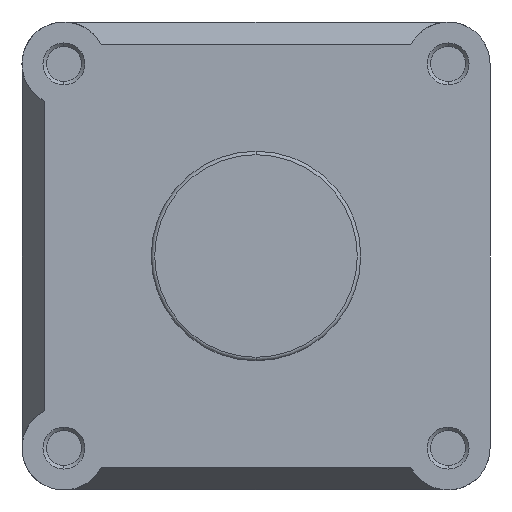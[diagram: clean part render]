
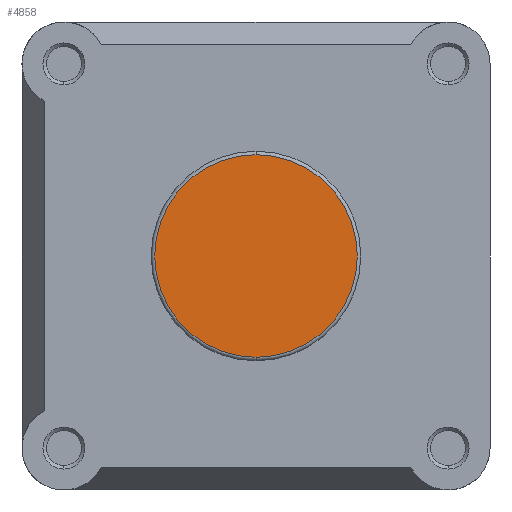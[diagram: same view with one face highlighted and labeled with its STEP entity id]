
A CAD part, left-side view. The second image highlights one B-rep face of the part: STEP entity #4858.
In plain terms, the highlighted planar face has unit normal (-1, 0, 0).
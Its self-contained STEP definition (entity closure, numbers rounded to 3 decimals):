
#652 = ORIENTED_EDGE ( 'NONE', *, *, #8003, .T. ) ;
#653 = ORIENTED_EDGE ( 'NONE', *, *, #7875, .T. ) ;
#918 = VERTEX_POINT ( 'NONE', #5223 ) ;
#924 = VERTEX_POINT ( 'NONE', #5229 ) ;
#1517 = CIRCLE ( 'NONE', #3445, 29. ) ;
#1703 = CIRCLE ( 'NONE', #3505, 29. ) ;
#2139 = CARTESIAN_POINT ( 'NONE',  ( 0., 0., 0. ) ) ;
#2140 = DIRECTION ( 'NONE',  ( -1., 0., 0. ) ) ;
#2141 = DIRECTION ( 'NONE',  ( 0., 0., -1. ) ) ;
#2755 = EDGE_LOOP ( 'NONE', ( #653, #652 ) ) ;
#3326 = AXIS2_PLACEMENT_3D ( 'NONE', #6678, #6680, #6681 ) ;
#3445 = AXIS2_PLACEMENT_3D ( 'NONE', #7463, #7464, #7465 ) ;
#3505 = AXIS2_PLACEMENT_3D ( 'NONE', #2139, #2140, #2141 ) ;
#4639 = FACE_OUTER_BOUND ( 'NONE', #2755, .T. ) ;
#4858 = ADVANCED_FACE ( 'NONE', ( #4639 ), #6679, .F. ) ;
#5223 = CARTESIAN_POINT ( 'NONE',  ( 0., 0., -29. ) ) ;
#5229 = CARTESIAN_POINT ( 'NONE',  ( 0., 0., 29. ) ) ;
#6678 = CARTESIAN_POINT ( 'NONE',  ( 0., 30., 0. ) ) ;
#6679 = PLANE ( 'NONE',  #3326 ) ;
#6680 = DIRECTION ( 'NONE',  ( 1., 0., 0. ) ) ;
#6681 = DIRECTION ( 'NONE',  ( 0., 0., -1. ) ) ;
#7463 = CARTESIAN_POINT ( 'NONE',  ( 0., 0., 0. ) ) ;
#7464 = DIRECTION ( 'NONE',  ( -1., 0., 0. ) ) ;
#7465 = DIRECTION ( 'NONE',  ( 0., 0., -1. ) ) ;
#7875 = EDGE_CURVE ( 'NONE', #918, #924, #1517, .T. ) ;
#8003 = EDGE_CURVE ( 'NONE', #924, #918, #1703, .T. ) ;
